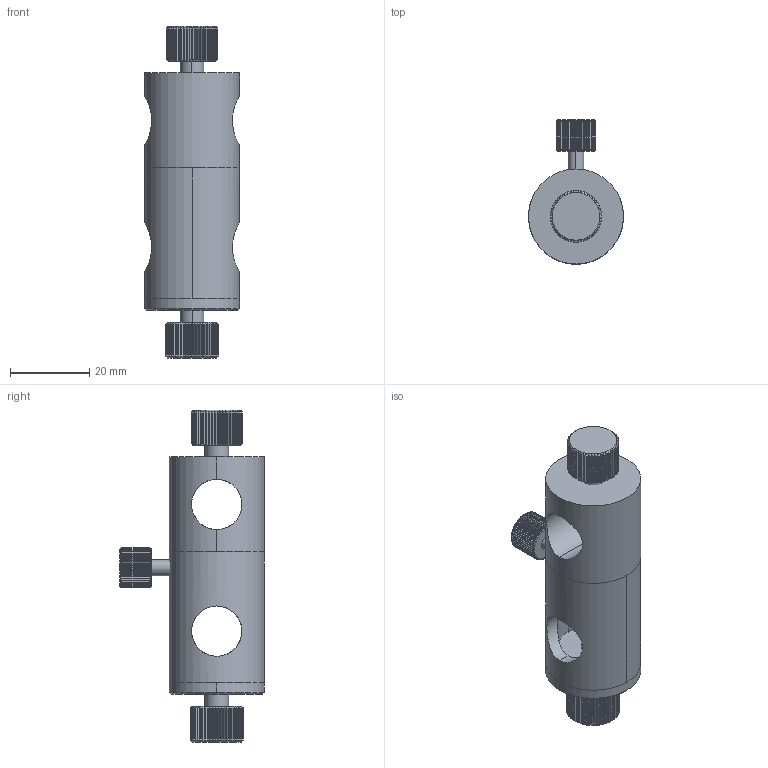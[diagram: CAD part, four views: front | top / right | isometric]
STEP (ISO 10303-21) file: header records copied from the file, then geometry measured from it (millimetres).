
FILE_DESCRIPTION (( 'STEP AP203' ), '1' );
FILE_NAME ('02CAP-3(M).STEP', '2016-12-08T08:18:24', ( '' ), ( '' ), 'SwSTEP 2.0', 'SolidWorks 2016', '' );
FILE_SCHEMA (( 'CONFIG_CONTROL_DESIGN' ));
Length unit declared in the file: millimetre
Products named in the file (1): 02CAP-3(M)
Bounding box: 24 x 36.5 x 83.85 mm (x, y, z)
Volume: 21987.4 mm3; surface area: 13675.8 mm2
Topology: 8 solids, 8 shells, 637 faces, 1821 edges, 1202 vertices
Faces by surface type: plane 345, cylinder 264, cone 20, torus 6, bspline 2
Entity records: 24254 total; most frequent: CARTESIAN_POINT 8707, ORIENTED_EDGE 3634, DIRECTION 2723, EDGE_CURVE 1817, VERTEX_POINT 1202, AXIS2_PLACEMENT_3D 1054, B_SPLINE_CURVE_WITH_KNOTS 784, EDGE_LOOP 659
